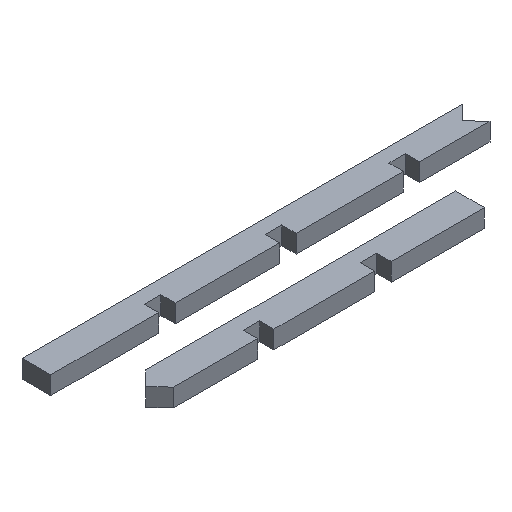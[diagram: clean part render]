
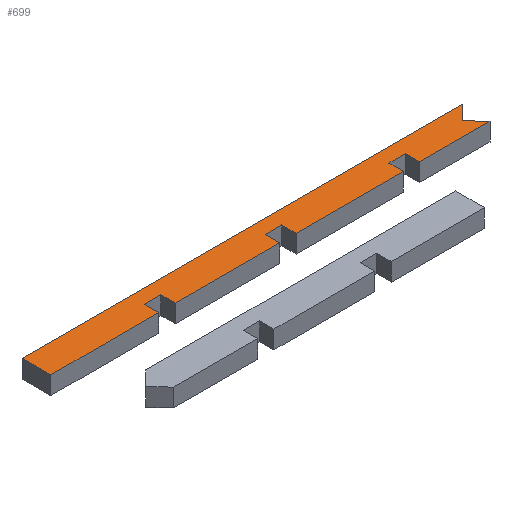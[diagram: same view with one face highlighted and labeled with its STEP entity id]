
A CAD part, isometric view. The second image highlights one B-rep face of the part: STEP entity #699.
In plain terms, the highlighted planar face has unit normal (0, 0, 1).
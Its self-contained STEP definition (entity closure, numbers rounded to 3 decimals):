
#47=FACE_OUTER_BOUND('',#83,.T.);
#83=EDGE_LOOP('',(#595,#596,#597,#598,#599,#600,#601,#602,#603,#604,#605,
#606,#607,#608,#609,#610,#611,#612));
#133=LINE('',#1020,#229);
#153=LINE('',#1060,#249);
#156=LINE('',#1065,#252);
#158=LINE('',#1069,#254);
#160=LINE('',#1074,#256);
#162=LINE('',#1078,#258);
#164=LINE('',#1082,#260);
#166=LINE('',#1086,#262);
#168=LINE('',#1089,#264);
#170=LINE('',#1093,#266);
#172=LINE('',#1097,#268);
#174=LINE('',#1102,#270);
#177=LINE('',#1107,#273);
#178=LINE('',#1109,#274);
#179=LINE('',#1111,#275);
#180=LINE('',#1112,#276);
#181=LINE('',#1114,#277);
#182=LINE('',#1115,#278);
#229=VECTOR('',#836,10.);
#249=VECTOR('',#860,10.);
#252=VECTOR('',#865,10.);
#254=VECTOR('',#869,10.);
#256=VECTOR('',#873,10.);
#258=VECTOR('',#877,10.);
#260=VECTOR('',#881,10.);
#262=VECTOR('',#885,10.);
#264=VECTOR('',#889,10.);
#266=VECTOR('',#893,10.);
#268=VECTOR('',#897,10.);
#270=VECTOR('',#901,10.);
#273=VECTOR('',#906,10.);
#274=VECTOR('',#909,10.);
#275=VECTOR('',#910,10.);
#276=VECTOR('',#911,10.);
#277=VECTOR('',#912,10.);
#278=VECTOR('',#913,10.);
#311=VERTEX_POINT('',#1017);
#312=VERTEX_POINT('',#1019);
#329=VERTEX_POINT('',#1057);
#330=VERTEX_POINT('',#1059);
#331=VERTEX_POINT('',#1063);
#332=VERTEX_POINT('',#1067);
#333=VERTEX_POINT('',#1071);
#334=VERTEX_POINT('',#1073);
#335=VERTEX_POINT('',#1077);
#336=VERTEX_POINT('',#1081);
#337=VERTEX_POINT('',#1085);
#338=VERTEX_POINT('',#1091);
#339=VERTEX_POINT('',#1095);
#340=VERTEX_POINT('',#1099);
#341=VERTEX_POINT('',#1101);
#342=VERTEX_POINT('',#1105);
#343=VERTEX_POINT('',#1110);
#344=VERTEX_POINT('',#1113);
#389=EDGE_CURVE('',#312,#311,#133,.T.);
#409=EDGE_CURVE('',#330,#329,#153,.T.);
#412=EDGE_CURVE('',#329,#331,#156,.T.);
#414=EDGE_CURVE('',#331,#332,#158,.T.);
#416=EDGE_CURVE('',#334,#333,#160,.T.);
#418=EDGE_CURVE('',#335,#334,#162,.T.);
#420=EDGE_CURVE('',#336,#335,#164,.T.);
#422=EDGE_CURVE('',#337,#336,#166,.T.);
#424=EDGE_CURVE('',#332,#337,#168,.T.);
#426=EDGE_CURVE('',#311,#338,#170,.T.);
#428=EDGE_CURVE('',#338,#339,#172,.T.);
#430=EDGE_CURVE('',#341,#340,#174,.T.);
#433=EDGE_CURVE('',#339,#342,#177,.T.);
#434=EDGE_CURVE('',#333,#312,#178,.T.);
#435=EDGE_CURVE('',#342,#343,#179,.T.);
#436=EDGE_CURVE('',#343,#341,#180,.T.);
#437=EDGE_CURVE('',#340,#344,#181,.T.);
#438=EDGE_CURVE('',#344,#330,#182,.T.);
#595=ORIENTED_EDGE('',*,*,#414,.T.);
#596=ORIENTED_EDGE('',*,*,#424,.T.);
#597=ORIENTED_EDGE('',*,*,#422,.T.);
#598=ORIENTED_EDGE('',*,*,#420,.T.);
#599=ORIENTED_EDGE('',*,*,#418,.T.);
#600=ORIENTED_EDGE('',*,*,#416,.T.);
#601=ORIENTED_EDGE('',*,*,#434,.T.);
#602=ORIENTED_EDGE('',*,*,#389,.T.);
#603=ORIENTED_EDGE('',*,*,#426,.T.);
#604=ORIENTED_EDGE('',*,*,#428,.T.);
#605=ORIENTED_EDGE('',*,*,#433,.T.);
#606=ORIENTED_EDGE('',*,*,#435,.T.);
#607=ORIENTED_EDGE('',*,*,#436,.T.);
#608=ORIENTED_EDGE('',*,*,#430,.T.);
#609=ORIENTED_EDGE('',*,*,#437,.T.);
#610=ORIENTED_EDGE('',*,*,#438,.T.);
#611=ORIENTED_EDGE('',*,*,#409,.T.);
#612=ORIENTED_EDGE('',*,*,#412,.T.);
#663=PLANE('',#750);
#699=ADVANCED_FACE('',(#47),#663,.T.);
#750=AXIS2_PLACEMENT_3D('',#1108,#907,#908);
#836=DIRECTION('',(0.,1.,0.));
#860=DIRECTION('',(0.707,0.707,0.));
#865=DIRECTION('',(-1.,0.,0.));
#869=DIRECTION('',(0.,-1.,0.));
#873=DIRECTION('',(1.,0.,0.));
#877=DIRECTION('',(0.,-1.,0.));
#881=DIRECTION('',(1.,0.,0.));
#885=DIRECTION('',(0.,1.,0.));
#889=DIRECTION('',(1.,0.,0.));
#893=DIRECTION('',(1.,0.,0.));
#897=DIRECTION('',(0.,-1.,0.));
#901=DIRECTION('',(0.,-1.,0.));
#906=DIRECTION('',(1.,0.,0.));
#907=DIRECTION('center_axis',(0.,0.,1.));
#908=DIRECTION('ref_axis',(-1.,0.,0.));
#909=DIRECTION('',(0.999,-0.037,0.));
#910=DIRECTION('',(0.,1.,0.));
#911=DIRECTION('',(1.,0.,0.));
#912=DIRECTION('',(1.,0.,0.));
#913=DIRECTION('',(-0.682,0.731,0.));
#1017=CARTESIAN_POINT('',(-11.7,28.309,33.25));
#1019=CARTESIAN_POINT('',(-11.7,18.308,33.25));
#1020=CARTESIAN_POINT('',(-11.7,126.722,33.25));
#1057=CARTESIAN_POINT('',(135.231,38.309,33.25));
#1059=CARTESIAN_POINT('',(125.231,28.309,33.25));
#1060=CARTESIAN_POINT('',(232.518,135.596,33.25));
#1063=CARTESIAN_POINT('',(-170.725,38.309,33.25));
#1065=CARTESIAN_POINT('',(224.014,38.309,33.25));
#1067=CARTESIAN_POINT('',(-170.725,18.309,33.25));
#1069=CARTESIAN_POINT('',(-170.725,121.972,33.25));
#1071=CARTESIAN_POINT('',(-11.708,18.309,33.25));
#1073=CARTESIAN_POINT('',(-84.2,18.309,33.25));
#1074=CARTESIAN_POINT('',(-84.2,18.309,33.25));
#1077=CARTESIAN_POINT('',(-84.2,28.309,33.25));
#1078=CARTESIAN_POINT('',(-84.2,121.722,33.25));
#1081=CARTESIAN_POINT('',(-95.7,28.309,33.25));
#1082=CARTESIAN_POINT('',(136.676,28.309,33.25));
#1085=CARTESIAN_POINT('',(-95.7,18.309,33.25));
#1086=CARTESIAN_POINT('',(-95.7,126.722,33.25));
#1089=CARTESIAN_POINT('',(-176.225,18.309,33.25));
#1091=CARTESIAN_POINT('',(-0.2,28.309,33.25));
#1093=CARTESIAN_POINT('',(178.676,28.309,33.25));
#1095=CARTESIAN_POINT('',(-0.2,18.309,33.25));
#1097=CARTESIAN_POINT('',(-0.2,121.722,33.25));
#1099=CARTESIAN_POINT('',(85.8,18.309,33.25));
#1101=CARTESIAN_POINT('',(85.8,28.309,33.25));
#1102=CARTESIAN_POINT('',(85.8,121.722,33.25));
#1105=CARTESIAN_POINT('',(74.3,18.309,33.25));
#1107=CARTESIAN_POINT('',(-0.942,18.309,33.25));
#1108=CARTESIAN_POINT('Origin',(357.553,225.136,33.25));
#1109=CARTESIAN_POINT('',(-11.708,18.309,33.25));
#1110=CARTESIAN_POINT('',(74.3,28.309,33.25));
#1111=CARTESIAN_POINT('',(74.3,126.722,33.25));
#1112=CARTESIAN_POINT('',(221.676,28.309,33.25));
#1113=CARTESIAN_POINT('',(134.561,18.309,33.25));
#1114=CARTESIAN_POINT('',(85.8,18.309,33.25));
#1115=CARTESIAN_POINT('',(134.867,17.98,33.25));
